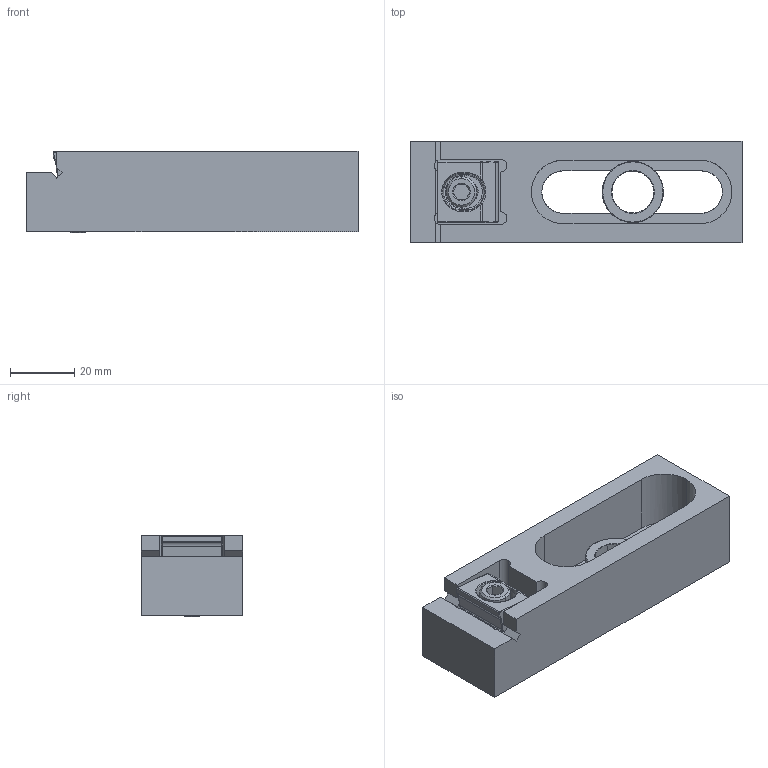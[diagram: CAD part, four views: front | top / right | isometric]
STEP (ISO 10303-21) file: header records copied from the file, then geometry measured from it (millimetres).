
FILE_DESCRIPTION (( 'STEP AP214' ), '1' );
FILE_NAME ('26245.STEP', '2017-10-06T19:37:54', ( 'Mike W' ), ( '' ), 'SwSTEP 2.0', 'SolidWorks 2017', '' );
FILE_SCHEMA (( 'AUTOMOTIVE_DESIGN' ));
Length unit declared in the file: inch
Products named in the file (7): 26060_26060; 142034 SHCS_142034 SHCS; 262401_262401; 108 O-RING_108 O-RING; 26245; 260601_260601; 20014_20014 
Assembly tree (6 placements, depth 3):
  26245
    262401_262401
    26060_26060
      260601_260601
      142034 SHCS_142034 SHCS
      108 O-RING_108 O-RING
    20014_20014 
Bounding box: 103.63 x 31.75 x 25.47 mm (x, y, z)
Volume: 53594.2 mm3; surface area: 19605.7 mm2
Topology: 5 solids, 5 shells, 244 faces, 607 edges, 372 vertices
Faces by surface type: cylinder 111, plane 53, cone 28, bspline 27, torus 20, sphere 5
Entity records: 10820 total; most frequent: CARTESIAN_POINT 5028, ORIENTED_EDGE 1206, DIRECTION 1032, EDGE_CURVE 603, AXIS2_PLACEMENT_3D 399, VERTEX_POINT 370, EDGE_LOOP 255, FACE_OUTER_BOUND 244
